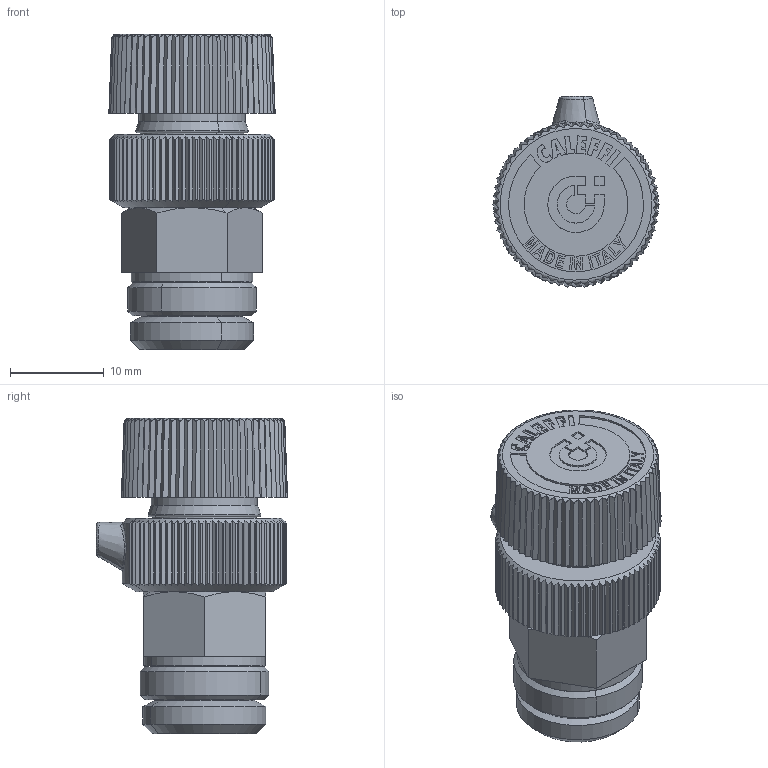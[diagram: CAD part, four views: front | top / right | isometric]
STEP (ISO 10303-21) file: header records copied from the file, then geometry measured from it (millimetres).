
FILE_DESCRIPTION(('CATIA V5 STEP Exchange'),'2;1');
FILE_NAME('STEP_505421_-_TST.stp','2017-11-14T09:17:53+00:00',('none'),('none'),'CATIA Version 5-6 Release 2016 SP4','CATIA V5 STEP AP203','none');
FILE_SCHEMA(('CONFIG_CONTROL_DESIGN'));
Length unit declared in the file: millimetre
Products named in the file (1): 505421 - TST 
Bounding box: 17.7 x 20.35 x 33.54 mm (x, y, z)
Volume: 6039.1 mm3; surface area: 3072.6 mm2
Topology: 1 solids, 3 shells, 630 faces, 1740 edges, 1148 vertices
Faces by surface type: plane 456, cylinder 89, extrusion 38, cone 36, torus 6, bspline 5
Entity records: 21771 total; most frequent: CARTESIAN_POINT 7169, ORIENTED_EDGE 3476, DIRECTION 2202, EDGE_CURVE 1738, VERTEX_POINT 1148, VECTOR 1063, LINE 1025, AXIS2_PLACEMENT_3D 680
